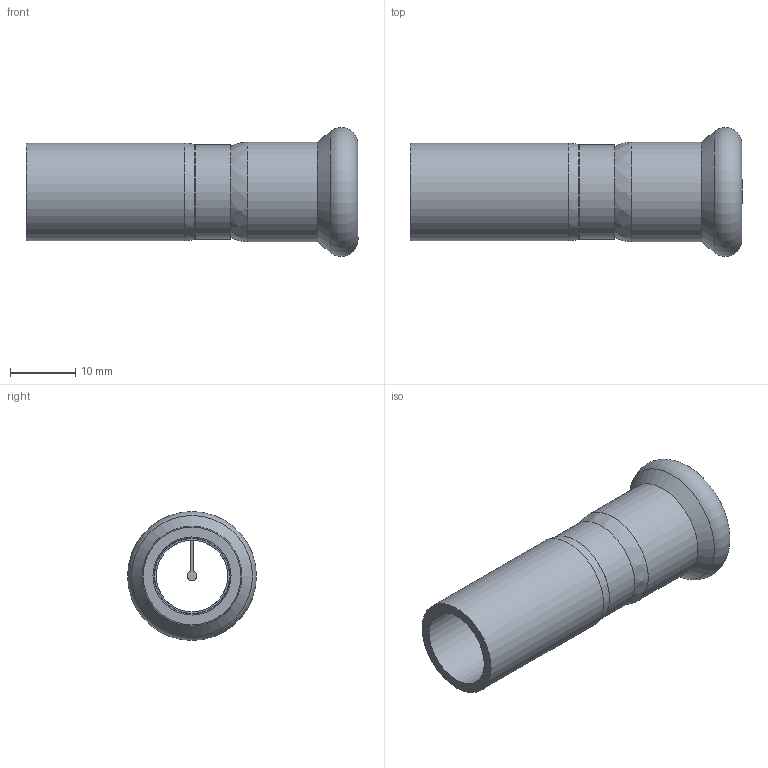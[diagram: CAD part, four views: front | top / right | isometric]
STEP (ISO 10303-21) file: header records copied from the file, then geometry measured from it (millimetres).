
FILE_DESCRIPTION(/* description */ (''),/* implementation_level */ '2;1');
FILE_NAME(/* name */ '33002.stp',/* time_stamp */ '2014-04-03T18:22:28+02:00',/* author */ ('bruh'),/* organization */ (''),/* preprocessor_version */ 'ST-DEVELOPER v15.2',/* originating_system */ 'Autodesk Inventor 2014',/* authorisation */ '');
FILE_SCHEMA (('AUTOMOTIVE_DESIGN { 1 0 10303 214 3 1 1 }'));
Length unit declared in the file: millimetre
Products named in the file (3): B-2.1.004-Pos11; 900020; 33002
Bounding box: 51 x 19.79 x 19.79 mm (x, y, z)
Volume: 3525.7 mm3; surface area: 4886 mm2
Topology: 2 solids, 2 shells, 31 faces, 66 edges, 42 vertices
Faces by surface type: plane 10, cylinder 9, cone 6, bspline 3, torus 3
Full cylindrical faces by diameter (mm): 11 x1, 11.5 x1, 12 x1, 12.2 x1, 13 x1, 14.5 x1, 15 x1, 15.3 x1
Entity records: 884 total; most frequent: CARTESIAN_POINT 207, DIRECTION 146, ORIENTED_EDGE 94, AXIS2_PLACEMENT_3D 69, EDGE_LOOP 55, EDGE_CURVE 47, VERTEX_POINT 40, CIRCLE 36
